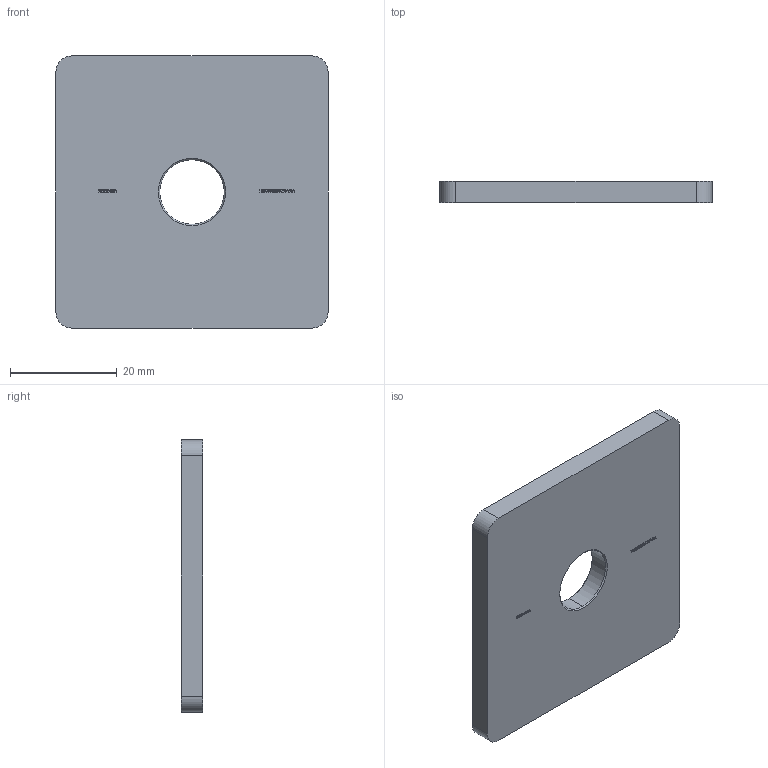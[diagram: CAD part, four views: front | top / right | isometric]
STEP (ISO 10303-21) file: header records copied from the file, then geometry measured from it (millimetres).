
FILE_DESCRIPTION (( 'STEP AP203' ), '1' );
FILE_NAME ('100055050-L12-V2A.step', '2019-07-04T07:48:30', ( '' ), ( '' ), 'SwSTEP 2.0', 'SolidWorks 2015', '' );
FILE_SCHEMA (( 'CONFIG_CONTROL_DESIGN' ));
Length unit declared in the file: millimetre
Products named in the file (1): 100055050-L12-V2A
Bounding box: 51 x 4 x 51 mm (x, y, z)
Volume: 9910.6 mm3; surface area: 5898.5 mm2
Topology: 1 solids, 1 shells, 307 faces, 809 edges, 538 vertices
Faces by surface type: plane 168, bspline 129, cylinder 6, cone 4
Entity records: 17418 total; most frequent: CARTESIAN_POINT 10608, ORIENTED_EDGE 1618, DIRECTION 925, EDGE_CURVE 809, VERTEX_POINT 538, VECTOR 535, LINE 535, EDGE_LOOP 343
